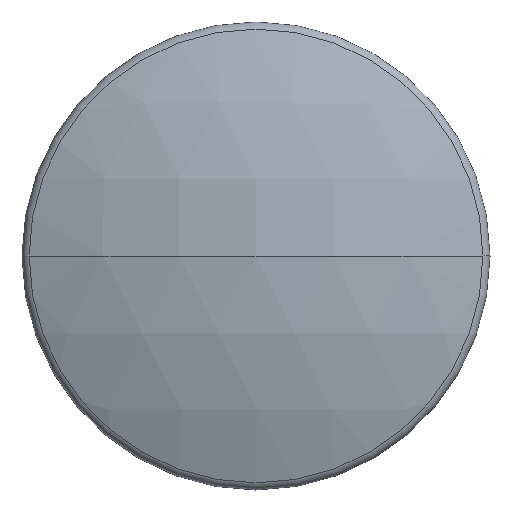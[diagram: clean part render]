
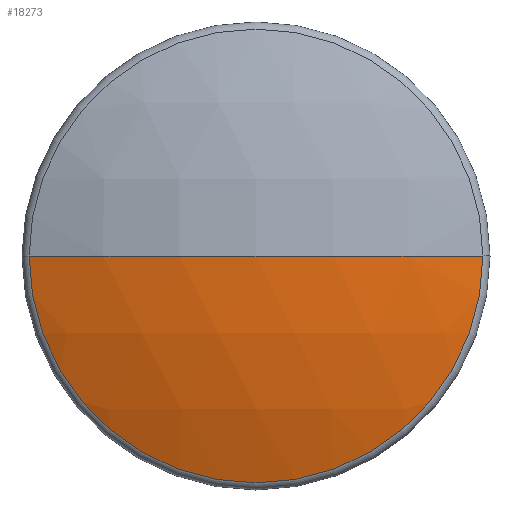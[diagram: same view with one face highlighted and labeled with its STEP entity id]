
A CAD part, left-side view. The second image highlights one B-rep face of the part: STEP entity #18273.
In plain terms, the highlighted spherical face has radius 58.18 mm.
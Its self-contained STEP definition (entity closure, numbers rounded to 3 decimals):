
#907 = ORIENTED_EDGE ( 'NONE', *, *, #2623, .F. ) ;
#2623 = EDGE_CURVE ( 'NONE', #6371, #14130, #19277, .T. ) ;
#2649 = DIRECTION ( 'NONE',  ( 0., 1., 0. ) ) ;
#3414 = ORIENTED_EDGE ( 'NONE', *, *, #6830, .T. ) ;
#3632 = DIRECTION ( 'NONE',  ( 0., 1., 0. ) ) ;
#3729 = VERTEX_POINT ( 'NONE', #10913 ) ;
#4560 = EDGE_CURVE ( 'NONE', #3729, #14130, #19426, .T. ) ;
#6371 = VERTEX_POINT ( 'NONE', #16706 ) ;
#6830 = EDGE_CURVE ( 'NONE', #6371, #3729, #18968, .T. ) ;
#7496 = CARTESIAN_POINT ( 'NONE',  ( -19., 0., 0. ) ) ;
#7678 = DIRECTION ( 'NONE',  ( 1., 0., 0. ) ) ;
#8227 = CARTESIAN_POINT ( 'NONE',  ( 39.18, 0., 0. ) ) ;
#8617 = CARTESIAN_POINT ( 'NONE',  ( 39.18, 0., 0. ) ) ;
#10314 = AXIS2_PLACEMENT_3D ( 'NONE', #10909, #12362, #7678 ) ;
#10555 = CARTESIAN_POINT ( 'NONE',  ( -15.249, 0., 0. ) ) ;
#10909 = CARTESIAN_POINT ( 'NONE',  ( 39.18, 0., 0. ) ) ;
#10913 = CARTESIAN_POINT ( 'NONE',  ( -15.249, -20.553, 0. ) ) ;
#11543 = SPHERICAL_SURFACE ( 'NONE', #13033, 58.18 ) ;
#11559 = DIRECTION ( 'NONE',  ( 0., 1., 0. ) ) ;
#12362 = DIRECTION ( 'NONE',  ( 0., 0., 1. ) ) ;
#13033 = AXIS2_PLACEMENT_3D ( 'NONE', #8617, #17873, #3632 ) ;
#13773 = DIRECTION ( 'NONE',  ( -1., 0., 0. ) ) ;
#13923 = ORIENTED_EDGE ( 'NONE', *, *, #4560, .T. ) ;
#14130 = VERTEX_POINT ( 'NONE', #7496 ) ;
#14639 = AXIS2_PLACEMENT_3D ( 'NONE', #10555, #13773, #2649 ) ;
#16706 = CARTESIAN_POINT ( 'NONE',  ( -15.249, 20.553, 0. ) ) ;
#17600 = EDGE_LOOP ( 'NONE', ( #3414, #13923, #907 ) ) ;
#17873 = DIRECTION ( 'NONE',  ( 0., 0., -1. ) ) ;
#18273 = ADVANCED_FACE ( 'NONE', ( #19430 ), #11543, .T. ) ;
#18968 = CIRCLE ( 'NONE', #14639, 20.553 ) ;
#19104 = AXIS2_PLACEMENT_3D ( 'NONE', #8227, #19447, #11559 ) ;
#19277 = CIRCLE ( 'NONE', #10314, 58.18 ) ;
#19426 = CIRCLE ( 'NONE', #19104, 58.18 ) ;
#19430 = FACE_OUTER_BOUND ( 'NONE', #17600, .T. ) ;
#19447 = DIRECTION ( 'NONE',  ( 0., 0., -1. ) ) ;
